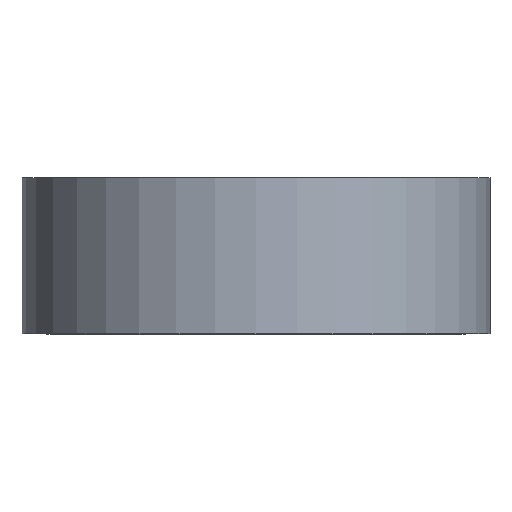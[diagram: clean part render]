
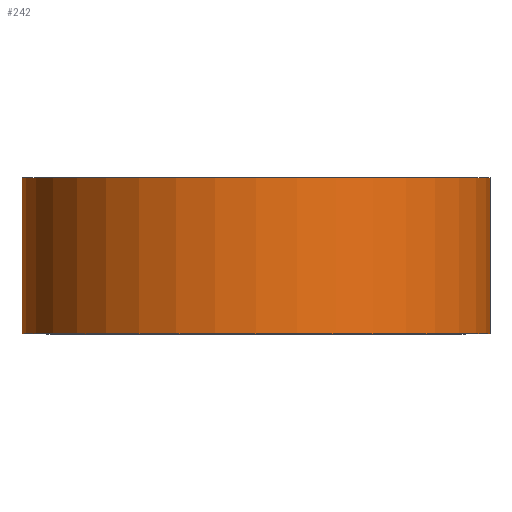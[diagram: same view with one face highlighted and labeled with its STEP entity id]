
A CAD part, front view. The second image highlights one B-rep face of the part: STEP entity #242.
In plain terms, the highlighted cylindrical face has radius 48 mm (diameter 96 mm), a full revolution.
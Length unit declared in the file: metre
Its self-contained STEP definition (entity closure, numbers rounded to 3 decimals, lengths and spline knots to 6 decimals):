
#242 = ADVANCED_FACE( '', ( #604, #605 ), #606, .T. );
#604 = FACE_OUTER_BOUND( '', #1282, .T. );
#605 = FACE_OUTER_BOUND( '', #1283, .T. );
#606 = CYLINDRICAL_SURFACE( '', #1284, 0.048 );
#1282 = EDGE_LOOP( '', ( #1986 ) );
#1283 = EDGE_LOOP( '', ( #1987 ) );
#1284 = AXIS2_PLACEMENT_3D( '', #1988, #1989, #1990 );
#1986 = ORIENTED_EDGE( '', *, *, #3399, .F. );
#1987 = ORIENTED_EDGE( '', *, *, #3400, .T. );
#1988 = CARTESIAN_POINT( '', ( 0., 0., -0.032 ) );
#1989 = DIRECTION( '', ( 0., 0., -1. ) );
#1990 = DIRECTION( '', ( 1., 0., 0. ) );
#3399 = EDGE_CURVE( '', #3993, #3993, #3994, .T. );
#3400 = EDGE_CURVE( '', #3995, #3995, #3996, .T. );
#3993 = VERTEX_POINT( '', #4887 );
#3994 = CIRCLE( '', #4888, 0.048 );
#3995 = VERTEX_POINT( '', #4889 );
#3996 = CIRCLE( '', #4890, 0.048 );
#4887 = CARTESIAN_POINT( '', ( 0., -0.048, -0.032 ) );
#4888 = AXIS2_PLACEMENT_3D( '', #5890, #5891, #5892 );
#4889 = CARTESIAN_POINT( '', ( 0., -0.048, 0. ) );
#4890 = AXIS2_PLACEMENT_3D( '', #5893, #5894, #5895 );
#5890 = CARTESIAN_POINT( '', ( 0., 0., -0.032 ) );
#5891 = DIRECTION( '', ( 0., 0., -1. ) );
#5892 = DIRECTION( '', ( 0., -1., 0. ) );
#5893 = CARTESIAN_POINT( '', ( 0., 0., 0. ) );
#5894 = DIRECTION( '', ( 0., 0., -1. ) );
#5895 = DIRECTION( '', ( 0., -1., 0. ) );
